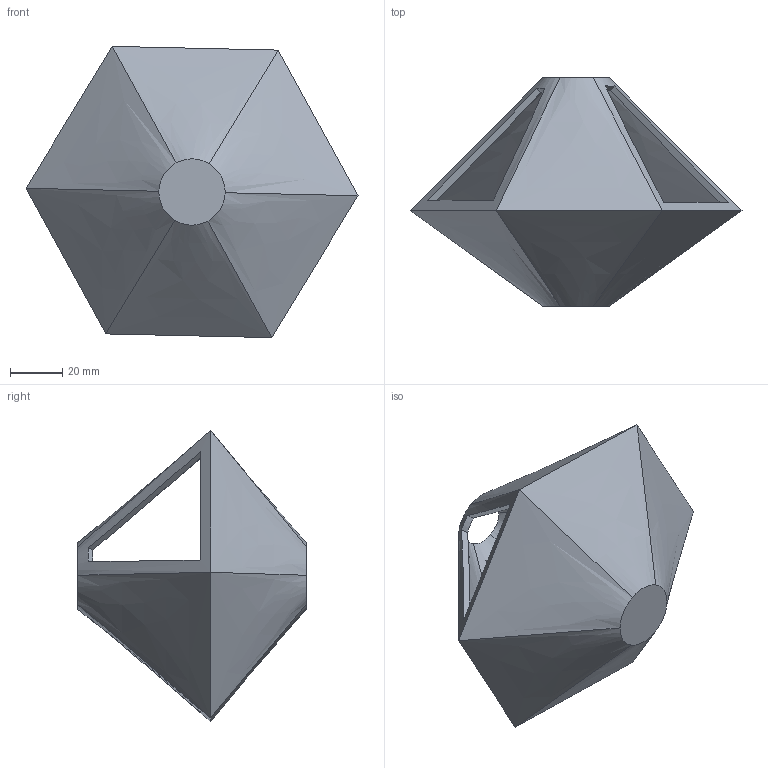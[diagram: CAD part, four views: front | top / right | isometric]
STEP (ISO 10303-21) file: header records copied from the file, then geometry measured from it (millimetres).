
FILE_DESCRIPTION(/* description */ (''),/* implementation_level */ '2;1');
FILE_NAME(/* name */ 'new candel holder.stp',/* time_stamp */ '2020-05-11T01:40:14+03:00',/* author */ ('Doaa Allshurieh'),/* organization */ ('IAU'),/* preprocessor_version */ 'ST-DEVELOPER v17',/* originating_system */ 'Autodesk Inventor 2019',/* authorisation */ '');
FILE_SCHEMA (('CONFIG_CONTROL_DESIGN'));
Length unit declared in the file: inch
Products named in the file (1): new candel holder
Bounding box: 127 x 87.31 x 111.41 mm (x, y, z)
Volume: 56866.9 mm3; surface area: 46390 mm2
Topology: 1 solids, 1 shells, 39 faces, 107 edges, 75 vertices
Faces by surface type: bspline 27, plane 12
Entity records: 2275 total; most frequent: CARTESIAN_POINT 1416, ORIENTED_EDGE 204, EDGE_CURVE 102, DIRECTION 84, VERTEX_POINT 66, B_SPLINE_CURVE_WITH_KNOTS 60, EDGE_LOOP 46, FACE_OUTER_BOUND 39
